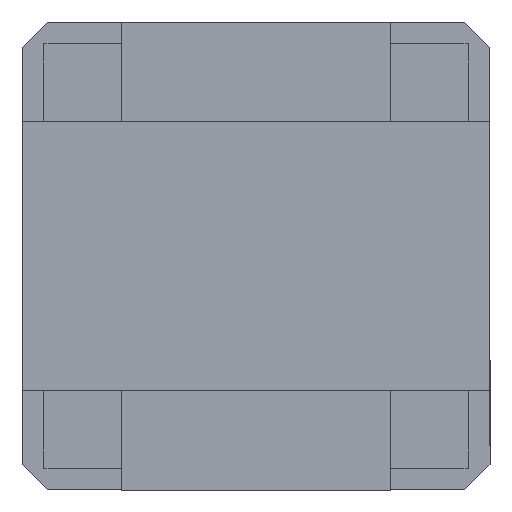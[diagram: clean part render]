
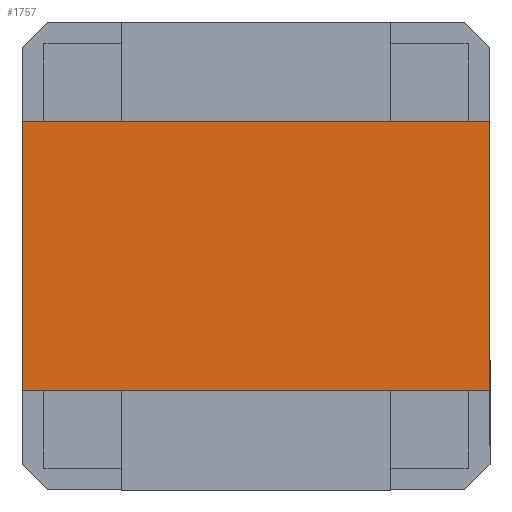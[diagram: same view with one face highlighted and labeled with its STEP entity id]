
A CAD part, front view. The second image highlights one B-rep face of the part: STEP entity #1757.
In plain terms, the highlighted planar face has unit normal (0, -1, 0).
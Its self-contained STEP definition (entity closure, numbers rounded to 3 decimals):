
#51 = DIRECTION ( 'NONE',  ( 1., 0., 0. ) ) ;
#113 = FACE_OUTER_BOUND ( 'NONE', #847, .T. ) ;
#194 = ORIENTED_EDGE ( 'NONE', *, *, #1371, .T. ) ;
#196 = LINE ( 'NONE', #388, #1276 ) ;
#248 = VERTEX_POINT ( 'NONE', #2174 ) ;
#388 = CARTESIAN_POINT ( 'NONE',  ( 4.671, -1.98, 2.69 ) ) ;
#413 = EDGE_CURVE ( 'NONE', #2185, #248, #1093, .T. ) ;
#429 = ORIENTED_EDGE ( 'NONE', *, *, #413, .T. ) ;
#484 = PLANE ( 'NONE',  #1469 ) ;
#533 = EDGE_CURVE ( 'NONE', #2016, #788, #2275, .T. ) ;
#638 = VECTOR ( 'NONE', #1479, 1000. ) ;
#692 = CARTESIAN_POINT ( 'NONE',  ( -4.671, -1.98, 2.69 ) ) ;
#736 = EDGE_CURVE ( 'NONE', #2185, #2016, #1853, .T. ) ;
#776 = DIRECTION ( 'NONE',  ( 0., 0., 1. ) ) ;
#788 = VERTEX_POINT ( 'NONE', #2193 ) ;
#847 = EDGE_LOOP ( 'NONE', ( #429, #194, #1142, #1282 ) ) ;
#1093 = LINE ( 'NONE', #2037, #638 ) ;
#1109 = VECTOR ( 'NONE', #51, 1000. ) ;
#1142 = ORIENTED_EDGE ( 'NONE', *, *, #533, .F. ) ;
#1185 = VECTOR ( 'NONE', #776, 1000. ) ;
#1230 = CARTESIAN_POINT ( 'NONE',  ( -4.671, -1.98, -2.69 ) ) ;
#1276 = VECTOR ( 'NONE', #2405, 1000. ) ;
#1282 = ORIENTED_EDGE ( 'NONE', *, *, #736, .F. ) ;
#1371 = EDGE_CURVE ( 'NONE', #248, #788, #196, .T. ) ;
#1388 = CARTESIAN_POINT ( 'NONE',  ( -12.729, -1.98, 2.69 ) ) ;
#1448 = CARTESIAN_POINT ( 'NONE',  ( -12.729, -1.98, 2.69 ) ) ;
#1469 = AXIS2_PLACEMENT_3D ( 'NONE', #1448, #2221, #1856 ) ;
#1479 = DIRECTION ( 'NONE',  ( 1., 0., 0. ) ) ;
#1757 = ADVANCED_FACE ( 'NONE', ( #113 ), #484, .F. ) ;
#1853 = LINE ( 'NONE', #2273, #1185 ) ;
#1856 = DIRECTION ( 'NONE',  ( 0., 0., 1. ) ) ;
#2016 = VERTEX_POINT ( 'NONE', #692 ) ;
#2037 = CARTESIAN_POINT ( 'NONE',  ( -12.729, -1.98, -2.69 ) ) ;
#2174 = CARTESIAN_POINT ( 'NONE',  ( 4.671, -1.98, -2.69 ) ) ;
#2185 = VERTEX_POINT ( 'NONE', #1230 ) ;
#2193 = CARTESIAN_POINT ( 'NONE',  ( 4.671, -1.98, 2.69 ) ) ;
#2221 = DIRECTION ( 'NONE',  ( 0., 1., 0. ) ) ;
#2273 = CARTESIAN_POINT ( 'NONE',  ( -4.671, -1.98, 4.671 ) ) ;
#2275 = LINE ( 'NONE', #1388, #1109 ) ;
#2405 = DIRECTION ( 'NONE',  ( 0., 0., 1. ) ) ;
